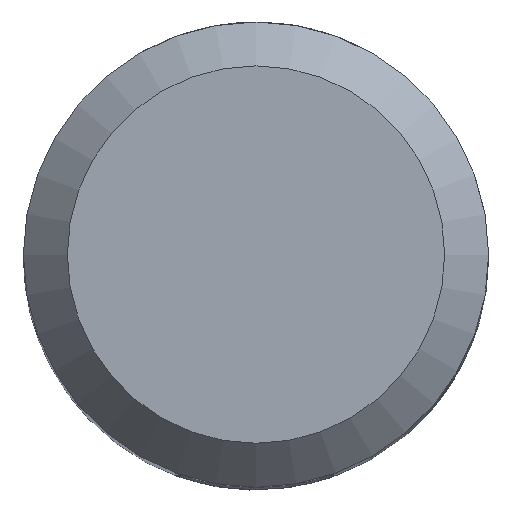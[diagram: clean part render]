
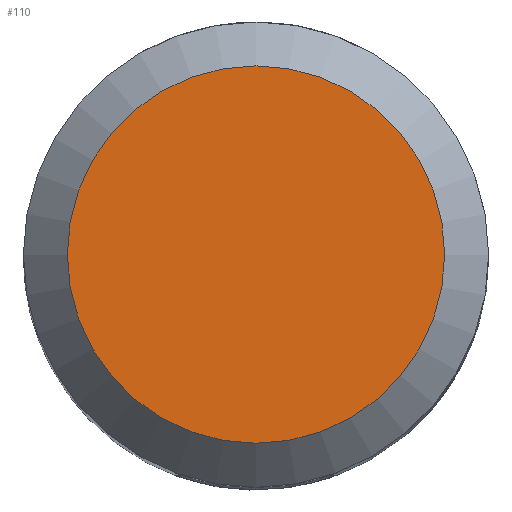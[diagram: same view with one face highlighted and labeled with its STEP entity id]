
A CAD part, top view. The second image highlights one B-rep face of the part: STEP entity #110.
In plain terms, the highlighted planar face has unit normal (0, 0, 1).
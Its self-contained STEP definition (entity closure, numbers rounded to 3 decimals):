
#38=PLANE('',#381);
#110=ADVANCED_FACE('',(#128),#38,.F.);
#128=FACE_OUTER_BOUND('',#152,.T.);
#152=EDGE_LOOP('',(#201));
#201=ORIENTED_EDGE('',*,*,#293,.F.);
#261=VERTEX_POINT('',#531);
#293=EDGE_CURVE('',#261,#261,#328,.T.);
#328=CIRCLE('',#374,6.437);
#374=AXIS2_PLACEMENT_3D('',#530,#423,#424);
#381=AXIS2_PLACEMENT_3D('',#583,#441,#442);
#423=DIRECTION('',(0.,0.,-1.));
#424=DIRECTION('',(-1.,0.,0.));
#441=DIRECTION('',(0.,0.,-1.));
#442=DIRECTION('',(1.,0.,0.));
#530=CARTESIAN_POINT('',(0.,0.,0.));
#531=CARTESIAN_POINT('',(-6.438,0.,0.));
#583=CARTESIAN_POINT('',(0.,6.437,0.));
